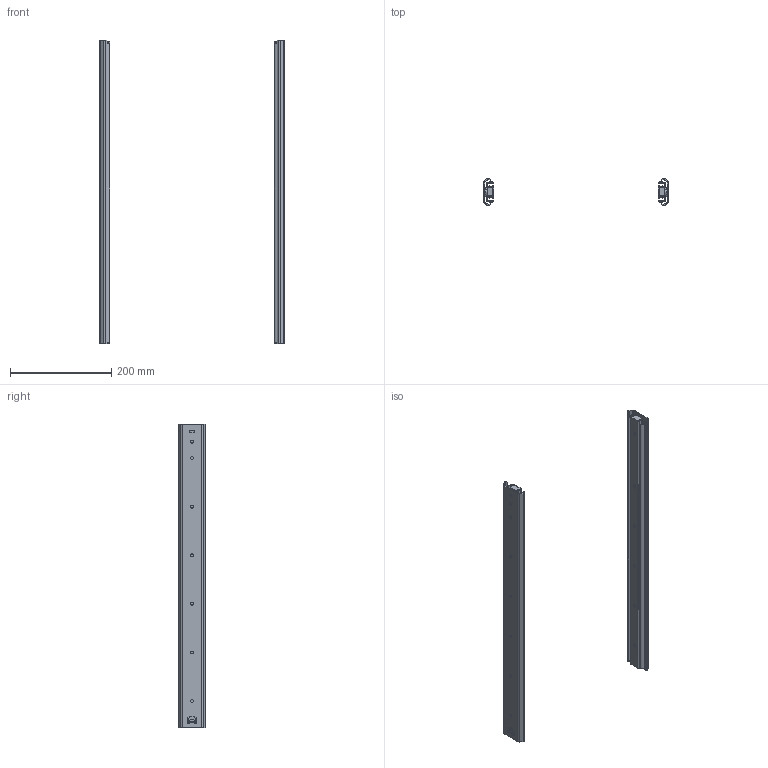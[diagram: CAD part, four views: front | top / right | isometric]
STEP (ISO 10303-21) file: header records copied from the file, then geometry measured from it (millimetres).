
FILE_DESCRIPTION(/* description */ (''),/* implementation_level */ '2;1');
FILE_NAME(/* name */ 'PK-0-H53-600.stp',/* time_stamp */ '2024-12-17T14:14:33+01:00',/* author */ ('tomaszw'),/* organization */ (''),/* preprocessor_version */ 'ST-DEVELOPER v20',/* originating_system */ 'Autodesk Inventor 2025',/* authorisation */ '');
FILE_SCHEMA (('AUTOMOTIVE_DESIGN { 1 0 10303 214 3 1 1 }'));
Length unit declared in the file: millimetre
Products named in the file (4): PK-H-H53-600; PK-H-H53_1-600; PK-H-H53_2-600; PK-H-H53_3-600
Assembly tree (6 placements, depth 2):
  PK-H-H53-600
    PK-H-H53_1-600  x2
    PK-H-H53_2-600  x2
    PK-H-H53_3-600  x2
Bounding box: 364 x 53.99 x 600 mm (x, y, z)
Volume: 418641.2 mm3; surface area: 435364.9 mm2
Topology: 8 solids, 8 shells, 274 faces, 762 edges, 504 vertices
Faces by surface type: plane 132, cylinder 124, cone 18
Full cylindrical faces by diameter (mm): 5.6 x8, 5.8 x12
Entity records: 4934 total; most frequent: CARTESIAN_POINT 914, DIRECTION 793, ORIENTED_EDGE 762, EDGE_CURVE 381, AXIS2_PLACEMENT_3D 275, VERTEX_POINT 252, LINE 243, VECTOR 243
